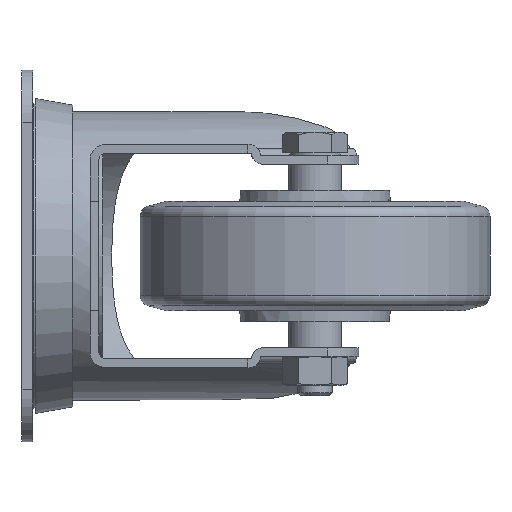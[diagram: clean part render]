
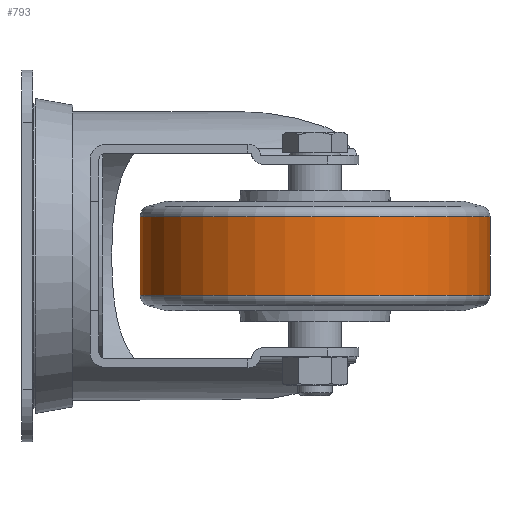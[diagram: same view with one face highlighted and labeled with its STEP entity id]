
A CAD part, left-side view. The second image highlights one B-rep face of the part: STEP entity #793.
In plain terms, the highlighted cylindrical face has radius 40 mm (diameter 80 mm), a full revolution.
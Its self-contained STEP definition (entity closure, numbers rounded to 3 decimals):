
#793 = ADVANCED_FACE( '', ( #1696, #1697 ), #1698, .T. );
#1696 = FACE_OUTER_BOUND( '', #2800, .T. );
#1697 = FACE_OUTER_BOUND( '', #2801, .T. );
#1698 = CYLINDRICAL_SURFACE( '', #2802, 40. );
#2800 = EDGE_LOOP( '', ( #4706 ) );
#2801 = EDGE_LOOP( '', ( #4707 ) );
#2802 = AXIS2_PLACEMENT_3D( '', #4708, #4709, #4710 );
#4706 = ORIENTED_EDGE( '', *, *, #6279, .T. );
#4707 = ORIENTED_EDGE( '', *, *, #6288, .F. );
#4708 = CARTESIAN_POINT( '', ( 30., 0., 0. ) );
#4709 = DIRECTION( '', ( -1., 0., 0. ) );
#4710 = DIRECTION( '', ( 0., 0., -1. ) );
#6279 = EDGE_CURVE( '', #7478, #7478, #7479, .T. );
#6288 = EDGE_CURVE( '', #7492, #7492, #7493, .T. );
#7478 = VERTEX_POINT( '', #9421 );
#7479 = CIRCLE( '', #9422, 40. );
#7492 = VERTEX_POINT( '', #9440 );
#7493 = CIRCLE( '', #9441, 40. );
#9421 = CARTESIAN_POINT( '', ( 6.026, 0., -40. ) );
#9422 = AXIS2_PLACEMENT_3D( '', #11546, #11547, #11548 );
#9440 = CARTESIAN_POINT( '', ( 23.974, 0., -40. ) );
#9441 = AXIS2_PLACEMENT_3D( '', #11554, #11555, #11556 );
#11546 = CARTESIAN_POINT( '', ( 6.026, 0., 0. ) );
#11547 = DIRECTION( '', ( 1., 0., 0. ) );
#11548 = DIRECTION( '', ( 0., 0., -1. ) );
#11554 = CARTESIAN_POINT( '', ( 23.974, 0., 0. ) );
#11555 = DIRECTION( '', ( 1., 0., 0. ) );
#11556 = DIRECTION( '', ( 0., 0., -1. ) );
